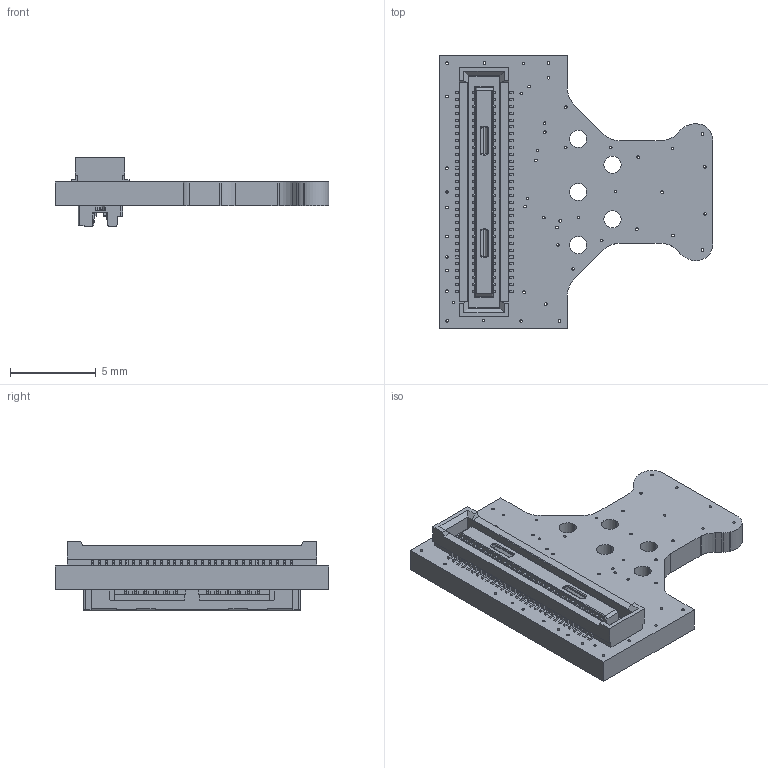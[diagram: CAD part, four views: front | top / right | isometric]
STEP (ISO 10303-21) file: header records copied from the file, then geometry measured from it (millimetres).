
FILE_DESCRIPTION(/* description */ (''),/* implementation_level */ '2;1');
FILE_NAME(/* name */ 'M0162 v6.step',/* time_stamp */ '2023-11-20T10:13:47-08:00',/* author */ (''),/* organization */ (''),/* preprocessor_version */ 'ST-DEVELOPER v20',/* originating_system */ 'Autodesk Translation Framework v12.14.0.127',/* authorisation */ '');
FILE_SCHEMA (('AUTOMOTIVE_DESIGN { 1 0 10303 214 3 1 1 }'));
Products named in the file (9): M0162; Board; Packages; CONN_DF40C-60DS-0.4V(51)_HIR; DF56C-26S-0.3V(51); DRILEGEND; 1_FOURTH_LETTER_L; 2X0.5MM; CIRCLE-1MM-2R
Assembly tree (12 placements, depth 3):
  M0162
    Board
    Packages
      CONN_DF40C-60DS-0.4V(51)_HIR
      DF56C-26S-0.3V(51)
      DRILEGEND
      1_FOURTH_LETTER_L
      2X0.5MM  x2
      CIRCLE-1MM-2R  x4
Bounding box: 16 x 16 x 4.07 mm (x, y, z)
Volume: 299.3 mm3; surface area: 838 mm2
Topology: 3 solids, 3 shells, 2382 faces, 6599 edges, 4372 vertices
Faces by surface type: plane 1721, cylinder 649, cone 12
Full cylindrical faces by diameter (mm): 0.152 x77
Entity records: 76364 total; most frequent: CARTESIAN_POINT 13443, ORIENTED_EDGE 13198, DIRECTION 12725, EDGE_CURVE 6599, LINE 5265, VECTOR 5265, VERTEX_POINT 4372, AXIS2_PLACEMENT_3D 3730
